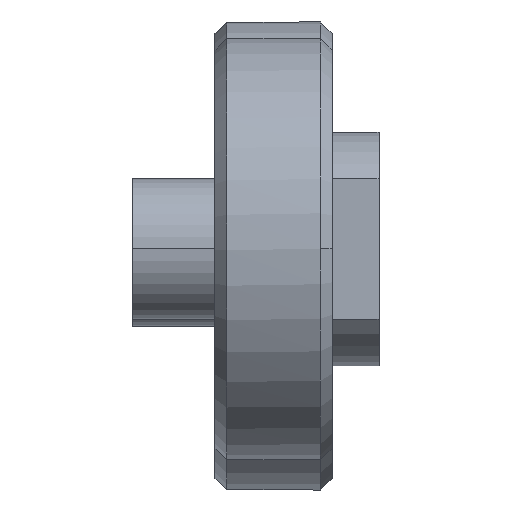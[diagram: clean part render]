
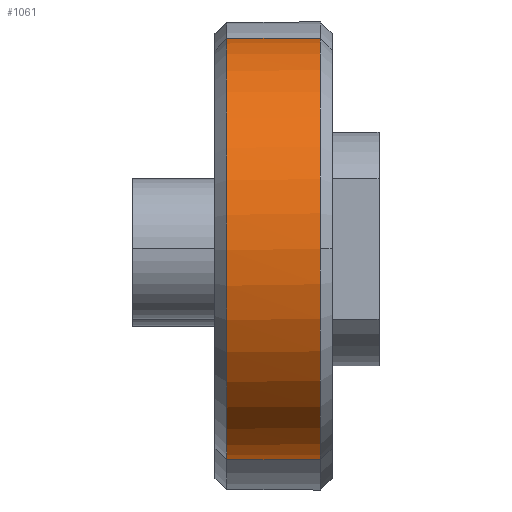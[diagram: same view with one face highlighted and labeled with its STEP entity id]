
A CAD part, top view. The second image highlights one B-rep face of the part: STEP entity #1061.
In plain terms, the highlighted cylindrical face has radius 9 mm (diameter 18 mm), a partial arc.
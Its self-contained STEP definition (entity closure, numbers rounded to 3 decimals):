
#400 = VERTEX_POINT('',#401);
#401 = CARTESIAN_POINT('',(4.5,0.,184.));
#407 = EDGE_CURVE('',#408,#400,#410,.T.);
#408 = VERTEX_POINT('',#409);
#409 = CARTESIAN_POINT('',(4.5,-8.053,170.981
    ));
#410 = CIRCLE('',#411,9.);
#411 = AXIS2_PLACEMENT_3D('',#412,#413,#414);
#412 = CARTESIAN_POINT('',(4.5,0.,175.));
#413 = DIRECTION('',(-1.,-0.,-0.));
#414 = DIRECTION('',(0.,0.,-1.));
#648 = VERTEX_POINT('',#649);
#649 = CARTESIAN_POINT('',(0.5,-8.053,170.981
    ));
#677 = EDGE_CURVE('',#648,#678,#680,.T.);
#678 = VERTEX_POINT('',#679);
#679 = CARTESIAN_POINT('',(0.5,5.211,167.662)
  );
#680 = CIRCLE('',#681,9.);
#681 = AXIS2_PLACEMENT_3D('',#682,#683,#684);
#682 = CARTESIAN_POINT('',(0.5,0.,175.));
#683 = DIRECTION('',(-1.,-0.,-0.));
#684 = DIRECTION('',(0.,0.,-1.));
#1035 = EDGE_CURVE('',#648,#408,#1036,.T.);
#1036 = LINE('',#1037,#1038);
#1037 = CARTESIAN_POINT('',(17.53,-8.053,170.981));
#1038 = VECTOR('',#1039,1.);
#1039 = DIRECTION('',(1.,-0.,-0.));
#1061 = ADVANCED_FACE('',(#1062),#1082,.T.);
#1062 = FACE_BOUND('',#1063,.T.);
#1063 = EDGE_LOOP('',(#1064,#1065,#1066,#1075,#1081));
#1064 = ORIENTED_EDGE('',*,*,#1035,.T.);
#1065 = ORIENTED_EDGE('',*,*,#407,.T.);
#1066 = ORIENTED_EDGE('',*,*,#1067,.T.);
#1067 = EDGE_CURVE('',#400,#1068,#1070,.T.);
#1068 = VERTEX_POINT('',#1069);
#1069 = CARTESIAN_POINT('',(4.5,5.211,
    167.662));
#1070 = CIRCLE('',#1071,9.);
#1071 = AXIS2_PLACEMENT_3D('',#1072,#1073,#1074);
#1072 = CARTESIAN_POINT('',(4.5,0.,175.));
#1073 = DIRECTION('',(-1.,-0.,-0.));
#1074 = DIRECTION('',(0.,0.,-1.));
#1075 = ORIENTED_EDGE('',*,*,#1076,.T.);
#1076 = EDGE_CURVE('',#1068,#678,#1077,.T.);
#1077 = LINE('',#1078,#1079);
#1078 = CARTESIAN_POINT('',(0.,5.211,167.662));
#1079 = VECTOR('',#1080,1.);
#1080 = DIRECTION('',(-1.,-0.,-0.));
#1081 = ORIENTED_EDGE('',*,*,#677,.F.);
#1082 = CYLINDRICAL_SURFACE('',#1083,9.);
#1083 = AXIS2_PLACEMENT_3D('',#1084,#1085,#1086);
#1084 = CARTESIAN_POINT('',(0.,0.,175.));
#1085 = DIRECTION('',(1.,0.,0.));
#1086 = DIRECTION('',(0.,0.,-1.));
